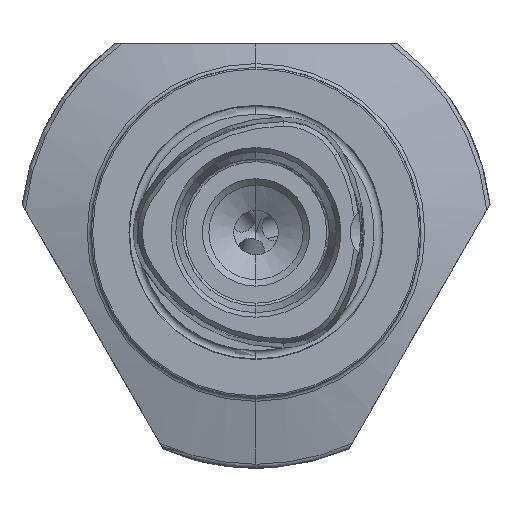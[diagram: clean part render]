
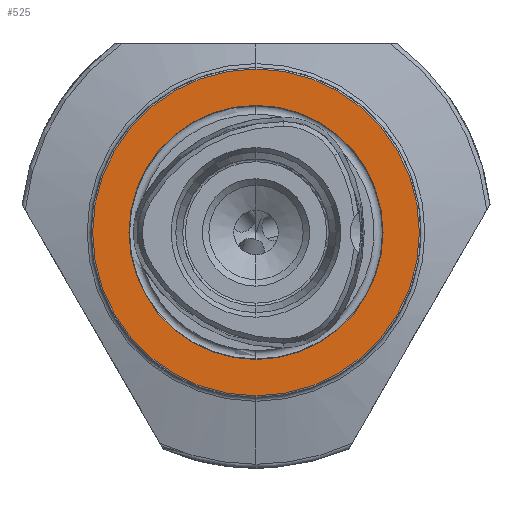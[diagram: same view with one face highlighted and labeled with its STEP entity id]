
A CAD part, left-side view. The second image highlights one B-rep face of the part: STEP entity #525.
In plain terms, the highlighted planar face has unit normal (-1, 0, 0).
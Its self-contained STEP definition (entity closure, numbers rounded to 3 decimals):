
#20 = AXIS2_PLACEMENT_3D ( 'NONE', #2423, #2421, #2416 ) ;
#23 = AXIS2_PLACEMENT_3D ( 'NONE', #2447, #2446, #2443 ) ;
#421 = DIRECTION ( 'NONE',  ( 0., 0., 1. ) ) ;
#422 = DIRECTION ( 'NONE',  ( -1., 0., 0. ) ) ;
#423 = CARTESIAN_POINT ( 'NONE',  ( 0., 0., 0. ) ) ;
#429 = DIRECTION ( 'NONE',  ( 0., 0., 1. ) ) ;
#430 = DIRECTION ( 'NONE',  ( -1., 0., 0. ) ) ;
#431 = CARTESIAN_POINT ( 'NONE',  ( 0., 0., 0. ) ) ;
#525 = ADVANCED_FACE ( 'NONE', ( #3964, #3962 ), #5281, .F. ) ;
#1359 = CIRCLE ( 'NONE', #7312, 31.2 ) ;
#1363 = CIRCLE ( 'NONE', #7309, 24.25 ) ;
#1455 = AXIS2_PLACEMENT_3D ( 'NONE', #5252, #5296, #5300 ) ;
#2416 = DIRECTION ( 'NONE',  ( 0., 0., 1. ) ) ;
#2421 = DIRECTION ( 'NONE',  ( -1., 0., 0. ) ) ;
#2423 = CARTESIAN_POINT ( 'NONE',  ( 0., 0., 0. ) ) ;
#2443 = DIRECTION ( 'NONE',  ( 0., 0., 1. ) ) ;
#2446 = DIRECTION ( 'NONE',  ( -1., 0., 0. ) ) ;
#2447 = CARTESIAN_POINT ( 'NONE',  ( 0., 0., 0. ) ) ;
#3962 = FACE_OUTER_BOUND ( 'NONE', #9228, .T. ) ;
#3964 = FACE_BOUND ( 'NONE', #9229, .T. ) ;
#4341 = CARTESIAN_POINT ( 'NONE',  ( 0., 0., 24.25 ) ) ;
#4415 = CARTESIAN_POINT ( 'NONE',  ( 0., 0., -31.2 ) ) ;
#4479 = CARTESIAN_POINT ( 'NONE',  ( 0., 0., 31.2 ) ) ;
#4527 = CARTESIAN_POINT ( 'NONE',  ( 0., 0., -24.25 ) ) ;
#5252 = CARTESIAN_POINT ( 'NONE',  ( 0., 24.25, 0. ) ) ;
#5281 = PLANE ( 'NONE',  #1455 ) ;
#5296 = DIRECTION ( 'NONE',  ( 1., 0., 0. ) ) ;
#5300 = DIRECTION ( 'NONE',  ( 0., 0., -1. ) ) ;
#5807 = VERTEX_POINT ( 'NONE', #4527 ) ;
#5835 = VERTEX_POINT ( 'NONE', #4479 ) ;
#5871 = VERTEX_POINT ( 'NONE', #4415 ) ;
#5900 = VERTEX_POINT ( 'NONE', #4341 ) ;
#6031 = CIRCLE ( 'NONE', #20, 31.2 ) ;
#6040 = CIRCLE ( 'NONE', #23, 24.25 ) ;
#6515 = EDGE_CURVE ( 'NONE', #5807, #5900, #6040, .T. ) ;
#6519 = EDGE_CURVE ( 'NONE', #5835, #5871, #6031, .T. ) ;
#6711 = EDGE_CURVE ( 'NONE', #5900, #5807, #1363, .T. ) ;
#6714 = EDGE_CURVE ( 'NONE', #5871, #5835, #1359, .T. ) ;
#7309 = AXIS2_PLACEMENT_3D ( 'NONE', #431, #430, #429 ) ;
#7312 = AXIS2_PLACEMENT_3D ( 'NONE', #423, #422, #421 ) ;
#8604 = ORIENTED_EDGE ( 'NONE', *, *, #6711, .F. ) ;
#8607 = ORIENTED_EDGE ( 'NONE', *, *, #6714, .T. ) ;
#8610 = ORIENTED_EDGE ( 'NONE', *, *, #6519, .T. ) ;
#8618 = ORIENTED_EDGE ( 'NONE', *, *, #6515, .F. ) ;
#9228 = EDGE_LOOP ( 'NONE', ( #8610, #8607 ) ) ;
#9229 = EDGE_LOOP ( 'NONE', ( #8604, #8618 ) ) ;
